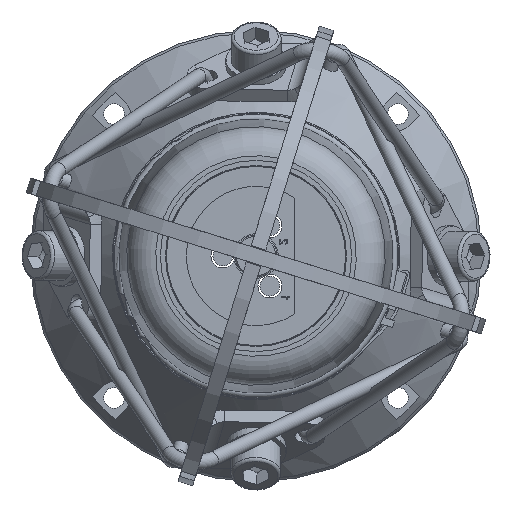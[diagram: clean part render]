
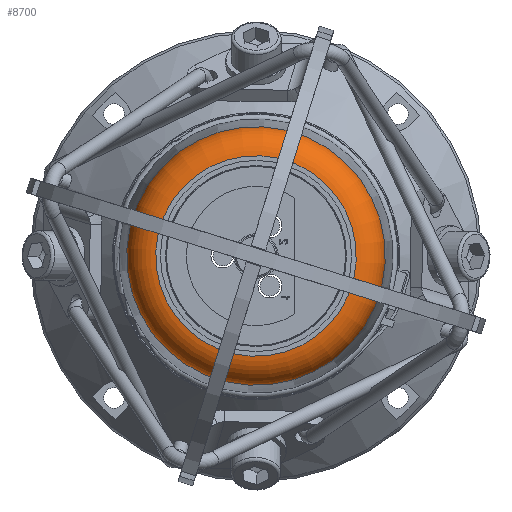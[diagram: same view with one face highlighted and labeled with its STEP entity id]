
A CAD part, left-side view. The second image highlights one B-rep face of the part: STEP entity #8700.
In plain terms, the highlighted toroidal (fillet/blend) face has major radius 19.445 mm and minor radius 6.35 mm.
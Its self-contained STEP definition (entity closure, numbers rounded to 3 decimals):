
#114=TOROIDAL_SURFACE('',#9382,19.446,6.35);
#808=FACE_OUTER_BOUND('',#1295,.T.);
#1295=EDGE_LOOP('',(#7051,#7052,#7053,#7054,#7055,#7056,#7057,#7058));
#1708=CIRCLE('',#9374,19.999);
#1709=CIRCLE('',#9375,19.999);
#1710=CIRCLE('',#9376,19.999);
#1711=CIRCLE('',#9379,25.789);
#1712=CIRCLE('',#9380,25.789);
#1713=CIRCLE('',#9381,25.789);
#1714=CIRCLE('',#9383,6.35);
#3836=VERTEX_POINT('',#27662);
#3837=VERTEX_POINT('',#27664);
#3838=VERTEX_POINT('',#27666);
#3839=VERTEX_POINT('',#27672);
#3840=VERTEX_POINT('',#27673);
#3841=VERTEX_POINT('',#27675);
#4973=EDGE_CURVE('',#3836,#3837,#1708,.T.);
#4974=EDGE_CURVE('',#3837,#3838,#1709,.T.);
#4975=EDGE_CURVE('',#3838,#3836,#1710,.T.);
#4977=EDGE_CURVE('',#3839,#3840,#1711,.T.);
#4978=EDGE_CURVE('',#3841,#3839,#1712,.T.);
#4980=EDGE_CURVE('',#3840,#3841,#1713,.T.);
#4981=EDGE_CURVE('',#3838,#3840,#1714,.T.);
#7051=ORIENTED_EDGE('',*,*,#4974,.F.);
#7052=ORIENTED_EDGE('',*,*,#4973,.F.);
#7053=ORIENTED_EDGE('',*,*,#4975,.F.);
#7054=ORIENTED_EDGE('',*,*,#4981,.T.);
#7055=ORIENTED_EDGE('',*,*,#4980,.T.);
#7056=ORIENTED_EDGE('',*,*,#4978,.T.);
#7057=ORIENTED_EDGE('',*,*,#4977,.T.);
#7058=ORIENTED_EDGE('',*,*,#4981,.F.);
#8700=ADVANCED_FACE('',(#808),#114,.T.);
#9374=AXIS2_PLACEMENT_3D('',#27665,#11099,#11100);
#9375=AXIS2_PLACEMENT_3D('',#27667,#11101,#11102);
#9376=AXIS2_PLACEMENT_3D('',#27668,#11103,#11104);
#9379=AXIS2_PLACEMENT_3D('',#27674,#11110,#11111);
#9380=AXIS2_PLACEMENT_3D('',#27676,#11112,#11113);
#9381=AXIS2_PLACEMENT_3D('',#27678,#11115,#11116);
#9382=AXIS2_PLACEMENT_3D('',#27679,#11117,#11118);
#9383=AXIS2_PLACEMENT_3D('',#27680,#11119,#11120);
#11099=DIRECTION('center_axis',(-1.,0.,0.));
#11100=DIRECTION('ref_axis',(0.,-0.397,0.918));
#11101=DIRECTION('center_axis',(-1.,0.,0.));
#11102=DIRECTION('ref_axis',(0.,-0.397,0.918));
#11103=DIRECTION('center_axis',(-1.,0.,0.));
#11104=DIRECTION('ref_axis',(0.,-0.397,0.918));
#11110=DIRECTION('center_axis',(-1.,0.,0.));
#11111=DIRECTION('ref_axis',(0.,-0.397,0.918));
#11112=DIRECTION('center_axis',(-1.,0.,0.));
#11113=DIRECTION('ref_axis',(0.,-0.397,0.918));
#11115=DIRECTION('center_axis',(-1.,0.,0.));
#11116=DIRECTION('ref_axis',(0.,-0.397,0.918));
#11117=DIRECTION('center_axis',(-1.,0.,0.));
#11118=DIRECTION('ref_axis',(0.,-0.918,-0.397));
#11119=DIRECTION('center_axis',(0.,0.397,
-0.918));
#11120=DIRECTION('ref_axis',(0.,0.918,0.397));
#27662=CARTESIAN_POINT('',(-54.726,7.946,-18.353));
#27664=CARTESIAN_POINT('',(-54.726,-7.946,18.353));
#27665=CARTESIAN_POINT('Origin',(-54.726,0.,
0.));
#27666=CARTESIAN_POINT('',(-54.726,18.353,7.946));
#27667=CARTESIAN_POINT('Origin',(-54.726,0.,
0.));
#27668=CARTESIAN_POINT('Origin',(-54.726,0.,
0.));
#27672=CARTESIAN_POINT('',(-48.677,-10.247,23.666));
#27673=CARTESIAN_POINT('',(-48.677,23.666,10.247));
#27674=CARTESIAN_POINT('Origin',(-48.677,0.,
0.));
#27675=CARTESIAN_POINT('',(-48.677,10.247,-23.666));
#27676=CARTESIAN_POINT('Origin',(-48.677,0.,
0.));
#27678=CARTESIAN_POINT('Origin',(-48.677,0.,
0.));
#27679=CARTESIAN_POINT('Origin',(-48.4,0.,
0.));
#27680=CARTESIAN_POINT('Origin',(-48.4,17.845,7.726));
